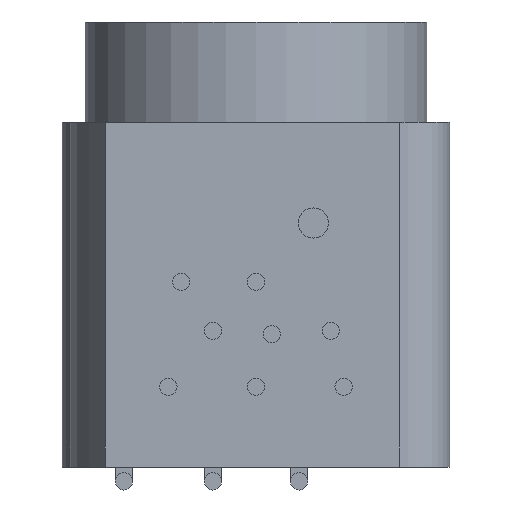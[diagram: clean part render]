
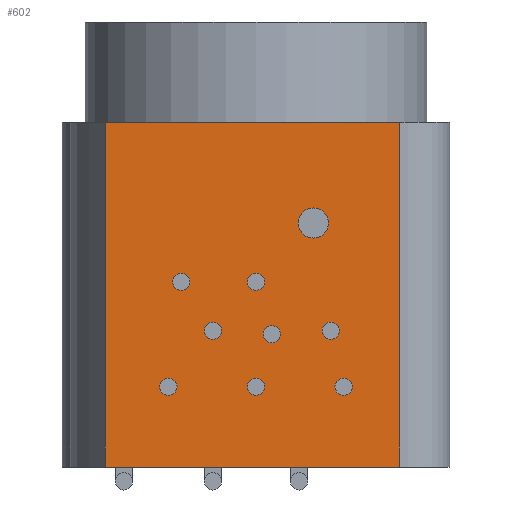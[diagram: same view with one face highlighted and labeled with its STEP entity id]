
A CAD part, front view. The second image highlights one B-rep face of the part: STEP entity #602.
In plain terms, the highlighted planar face has unit normal (0, -1, 0).
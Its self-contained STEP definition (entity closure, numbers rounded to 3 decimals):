
#57 = CARTESIAN_POINT ( 'NONE',  ( 4., -15., -7. ) ) ;
#66 = ORIENTED_EDGE ( 'NONE', *, *, #1800, .F. ) ;
#150 = DIRECTION ( 'NONE',  ( 1., 0., 0. ) ) ;
#151 = VERTEX_POINT ( 'NONE', #2086 ) ;
#217 = AXIS2_PLACEMENT_3D ( 'NONE', #1476, #1255, #2146 ) ;
#222 = CARTESIAN_POINT ( 'NONE',  ( 2.95, -15., -7. ) ) ;
#278 = LINE ( 'NONE', #2462, #2149 ) ;
#338 = VERTEX_POINT ( 'NONE', #222 ) ;
#357 = AXIS2_PLACEMENT_3D ( 'NONE', #1187, #1440, #2318 ) ;
#364 = EDGE_CURVE ( 'NONE', #1955, #1736, #278, .T. ) ;
#406 = CARTESIAN_POINT ( 'NONE',  ( 10., -15., -24. ) ) ;
#436 = ORIENTED_EDGE ( 'NONE', *, *, #2807, .T. ) ;
#444 = DIRECTION ( 'NONE',  ( 0., -1., 0. ) ) ;
#535 = ORIENTED_EDGE ( 'NONE', *, *, #2003, .F. ) ;
#547 = FACE_BOUND ( 'NONE', #2016, .T. ) ;
#556 = LINE ( 'NONE', #2810, #577 ) ;
#560 = PLANE ( 'NONE',  #357 ) ;
#575 = VERTEX_POINT ( 'NONE', #2274 ) ;
#577 = VECTOR ( 'NONE', #833, 1000. ) ;
#602 = ADVANCED_FACE ( 'NONE', ( #547, #1625 ), #560, .T. ) ;
#672 = CIRCLE ( 'NONE', #217, 1.05 ) ;
#681 = DIRECTION ( 'NONE',  ( 1., 0., 0. ) ) ;
#772 = AXIS2_PLACEMENT_3D ( 'NONE', #57, #444, #1791 ) ;
#830 = EDGE_CURVE ( 'NONE', #151, #1955, #896, .T. ) ;
#833 = DIRECTION ( 'NONE',  ( 0., 0., -1. ) ) ;
#885 = ORIENTED_EDGE ( 'NONE', *, *, #830, .F. ) ;
#896 = LINE ( 'NONE', #1767, #1220 ) ;
#1016 = LINE ( 'NONE', #1474, #2770 ) ;
#1182 = CIRCLE ( 'NONE', #772, 1.05 ) ;
#1187 = CARTESIAN_POINT ( 'NONE',  ( -10.5, -15., -24. ) ) ;
#1189 = CARTESIAN_POINT ( 'NONE',  ( 5.05, -15., -7. ) ) ;
#1220 = VECTOR ( 'NONE', #681, 1000. ) ;
#1228 = ORIENTED_EDGE ( 'NONE', *, *, #1705, .T. ) ;
#1255 = DIRECTION ( 'NONE',  ( 0., -1., 0. ) ) ;
#1440 = DIRECTION ( 'NONE',  ( 0., -1., 0. ) ) ;
#1474 = CARTESIAN_POINT ( 'NONE',  ( -2.4, -15., -24. ) ) ;
#1476 = CARTESIAN_POINT ( 'NONE',  ( 4., -15., -7. ) ) ;
#1625 = FACE_OUTER_BOUND ( 'NONE', #1747, .T. ) ;
#1705 = EDGE_CURVE ( 'NONE', #151, #575, #556, .T. ) ;
#1736 = VERTEX_POINT ( 'NONE', #406 ) ;
#1747 = EDGE_LOOP ( 'NONE', ( #1228, #436, #1967, #885 ) ) ;
#1767 = CARTESIAN_POINT ( 'NONE',  ( -10.5, -15., 0. ) ) ;
#1780 = CARTESIAN_POINT ( 'NONE',  ( 10., -15., 0. ) ) ;
#1791 = DIRECTION ( 'NONE',  ( -1., 0., 0. ) ) ;
#1800 = EDGE_CURVE ( 'NONE', #2722, #338, #672, .T. ) ;
#1955 = VERTEX_POINT ( 'NONE', #1780 ) ;
#1967 = ORIENTED_EDGE ( 'NONE', *, *, #364, .F. ) ;
#2003 = EDGE_CURVE ( 'NONE', #338, #2722, #1182, .T. ) ;
#2016 = EDGE_LOOP ( 'NONE', ( #535, #66 ) ) ;
#2086 = CARTESIAN_POINT ( 'NONE',  ( -10.5, -15., 0. ) ) ;
#2146 = DIRECTION ( 'NONE',  ( 1., 0., 0. ) ) ;
#2149 = VECTOR ( 'NONE', #2234, 1000. ) ;
#2234 = DIRECTION ( 'NONE',  ( 0., 0., -1. ) ) ;
#2274 = CARTESIAN_POINT ( 'NONE',  ( -10.5, -15., -24. ) ) ;
#2318 = DIRECTION ( 'NONE',  ( 0., 0., -1. ) ) ;
#2462 = CARTESIAN_POINT ( 'NONE',  ( 10., -15., 0. ) ) ;
#2722 = VERTEX_POINT ( 'NONE', #1189 ) ;
#2770 = VECTOR ( 'NONE', #150, 1000. ) ;
#2807 = EDGE_CURVE ( 'NONE', #575, #1736, #1016, .T. ) ;
#2810 = CARTESIAN_POINT ( 'NONE',  ( -10.5, -15., 0. ) ) ;
